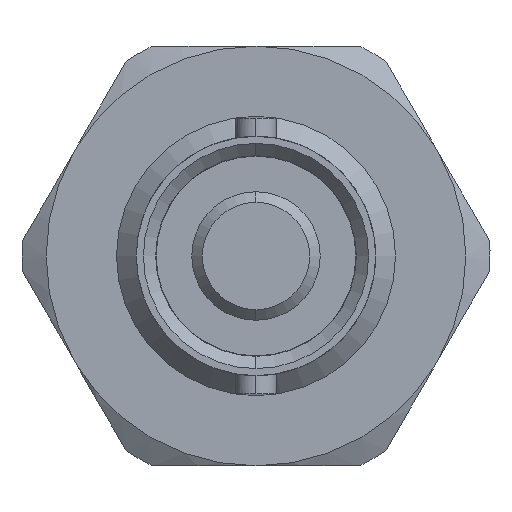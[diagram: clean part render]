
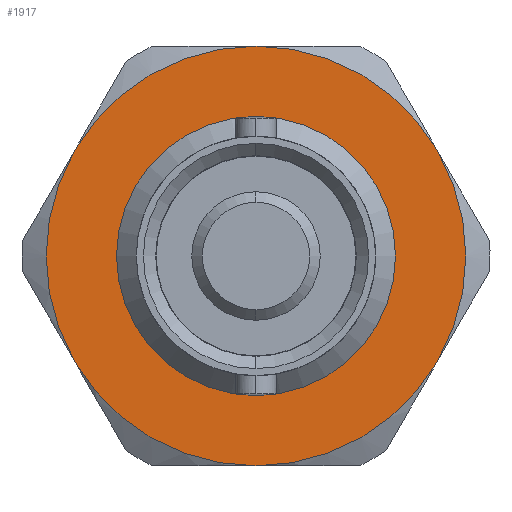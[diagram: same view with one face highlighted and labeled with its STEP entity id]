
A CAD part, left-side view. The second image highlights one B-rep face of the part: STEP entity #1917.
In plain terms, the highlighted planar face has unit normal (-1, 0, 0).
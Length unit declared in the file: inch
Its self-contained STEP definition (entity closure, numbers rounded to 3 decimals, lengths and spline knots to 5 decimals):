
#31 = CARTESIAN_POINT ( 'NONE',  ( 1.20472, 0., 0. ) ) ;
#153 = CIRCLE ( 'NONE', #374, 0.46949 ) ;
#211 = CARTESIAN_POINT ( 'NONE',  ( 1.20472, 0., -0.46949 ) ) ;
#279 = AXIS2_PLACEMENT_3D ( 'NONE', #439, #4497, #468 ) ;
#322 = ORIENTED_EDGE ( 'NONE', *, *, #393, .T. ) ;
#374 = AXIS2_PLACEMENT_3D ( 'NONE', #5383, #4815, #2719 ) ;
#393 = EDGE_CURVE ( 'NONE', #2707, #4041, #4560, .T. ) ;
#439 = CARTESIAN_POINT ( 'NONE',  ( 1.20472, 0., 0. ) ) ;
#468 = DIRECTION ( 'NONE',  ( 0., 0., -1. ) ) ;
#601 = DIRECTION ( 'NONE',  ( 0., 0., 1. ) ) ;
#776 = VERTEX_POINT ( 'NONE', #3388 ) ;
#828 = CARTESIAN_POINT ( 'NONE',  ( 1.20472, 0., 0. ) ) ;
#913 = EDGE_CURVE ( 'NONE', #1180, #4888, #2592, .T. ) ;
#922 = CIRCLE ( 'NONE', #3517, 0.46949 ) ;
#1033 = DIRECTION ( 'NONE',  ( -1., 0., 0. ) ) ;
#1180 = VERTEX_POINT ( 'NONE', #3371 ) ;
#1218 = VERTEX_POINT ( 'NONE', #1730 ) ;
#1576 = DIRECTION ( 'NONE',  ( -1., 0., 0. ) ) ;
#1689 = CARTESIAN_POINT ( 'NONE',  ( 1.20472, 0., 0. ) ) ;
#1707 = FACE_BOUND ( 'NONE', #1897, .T. ) ;
#1730 = CARTESIAN_POINT ( 'NONE',  ( 1.20472, 0., -0.31201 ) ) ;
#1889 = DIRECTION ( 'NONE',  ( -1., 0., 0. ) ) ;
#1897 = EDGE_LOOP ( 'NONE', ( #2000, #6508 ) ) ;
#1917 = ADVANCED_FACE ( 'NONE', ( #1707, #2612 ), #3779, .T. ) ;
#2000 = ORIENTED_EDGE ( 'NONE', *, *, #3607, .F. ) ;
#2062 = ORIENTED_EDGE ( 'NONE', *, *, #3548, .T. ) ;
#2335 = ORIENTED_EDGE ( 'NONE', *, *, #3416, .T. ) ;
#2572 = EDGE_CURVE ( 'NONE', #1218, #5604, #2634, .T. ) ;
#2584 = ORIENTED_EDGE ( 'NONE', *, *, #913, .T. ) ;
#2592 = CIRCLE ( 'NONE', #6060, 0.46949 ) ;
#2601 = AXIS2_PLACEMENT_3D ( 'NONE', #4168, #1576, #5713 ) ;
#2612 = FACE_OUTER_BOUND ( 'NONE', #4166, .T. ) ;
#2628 = CARTESIAN_POINT ( 'NONE',  ( 1.20472, 0., 0. ) ) ;
#2634 = CIRCLE ( 'NONE', #6419, 0.31201 ) ;
#2682 = CARTESIAN_POINT ( 'NONE',  ( 1.20472, -0.40659, 0.23474 ) ) ;
#2707 = VERTEX_POINT ( 'NONE', #2682 ) ;
#2711 = VERTEX_POINT ( 'NONE', #5714 ) ;
#2719 = DIRECTION ( 'NONE',  ( 0., 0., -1. ) ) ;
#2878 = AXIS2_PLACEMENT_3D ( 'NONE', #31, #6215, #601 ) ;
#3057 = AXIS2_PLACEMENT_3D ( 'NONE', #5650, #5174, #6228 ) ;
#3081 = AXIS2_PLACEMENT_3D ( 'NONE', #4348, #6457, #4417 ) ;
#3305 = DIRECTION ( 'NONE',  ( 0., 0., -1. ) ) ;
#3371 = CARTESIAN_POINT ( 'NONE',  ( 1.20472, 0.40659, -0.23474 ) ) ;
#3388 = CARTESIAN_POINT ( 'NONE',  ( 1.20472, -0.40659, -0.23474 ) ) ;
#3416 = EDGE_CURVE ( 'NONE', #2711, #1180, #4799, .T. ) ;
#3517 = AXIS2_PLACEMENT_3D ( 'NONE', #2628, #1033, #3732 ) ;
#3548 = EDGE_CURVE ( 'NONE', #4888, #776, #922, .T. ) ;
#3607 = EDGE_CURVE ( 'NONE', #5604, #1218, #5778, .T. ) ;
#3732 = DIRECTION ( 'NONE',  ( 0., 0., -1. ) ) ;
#3779 = PLANE ( 'NONE',  #2601 ) ;
#3791 = CARTESIAN_POINT ( 'NONE',  ( 1.20472, 0., 0.46949 ) ) ;
#3921 = CARTESIAN_POINT ( 'NONE',  ( 1.20472, 0., 0.31201 ) ) ;
#3963 = DIRECTION ( 'NONE',  ( 0., 0., 1. ) ) ;
#4041 = VERTEX_POINT ( 'NONE', #3791 ) ;
#4166 = EDGE_LOOP ( 'NONE', ( #2062, #5775, #322, #5476, #2335, #2584 ) ) ;
#4168 = CARTESIAN_POINT ( 'NONE',  ( 1.20472, 0., 0. ) ) ;
#4242 = DIRECTION ( 'NONE',  ( -1., 0., 0. ) ) ;
#4348 = CARTESIAN_POINT ( 'NONE',  ( 1.20472, 0., 0. ) ) ;
#4417 = DIRECTION ( 'NONE',  ( 0., 0., -1. ) ) ;
#4497 = DIRECTION ( 'NONE',  ( -1., 0., 0. ) ) ;
#4560 = CIRCLE ( 'NONE', #3057, 0.46949 ) ;
#4790 = EDGE_CURVE ( 'NONE', #4041, #2711, #5994, .T. ) ;
#4799 = CIRCLE ( 'NONE', #279, 0.46949 ) ;
#4815 = DIRECTION ( 'NONE',  ( -1., 0., 0. ) ) ;
#4888 = VERTEX_POINT ( 'NONE', #211 ) ;
#5174 = DIRECTION ( 'NONE',  ( -1., 0., 0. ) ) ;
#5383 = CARTESIAN_POINT ( 'NONE',  ( 1.20472, 0., 0. ) ) ;
#5476 = ORIENTED_EDGE ( 'NONE', *, *, #4790, .T. ) ;
#5604 = VERTEX_POINT ( 'NONE', #3921 ) ;
#5650 = CARTESIAN_POINT ( 'NONE',  ( 1.20472, 0., 0. ) ) ;
#5713 = DIRECTION ( 'NONE',  ( 0., 0., 1. ) ) ;
#5714 = CARTESIAN_POINT ( 'NONE',  ( 1.20472, 0.40659, 0.23474 ) ) ;
#5775 = ORIENTED_EDGE ( 'NONE', *, *, #6666, .T. ) ;
#5778 = CIRCLE ( 'NONE', #2878, 0.31201 ) ;
#5994 = CIRCLE ( 'NONE', #3081, 0.46949 ) ;
#6060 = AXIS2_PLACEMENT_3D ( 'NONE', #1689, #4242, #3305 ) ;
#6215 = DIRECTION ( 'NONE',  ( -1., 0., 0. ) ) ;
#6228 = DIRECTION ( 'NONE',  ( 0., 0., -1. ) ) ;
#6419 = AXIS2_PLACEMENT_3D ( 'NONE', #828, #1889, #3963 ) ;
#6457 = DIRECTION ( 'NONE',  ( -1., 0., 0. ) ) ;
#6508 = ORIENTED_EDGE ( 'NONE', *, *, #2572, .F. ) ;
#6666 = EDGE_CURVE ( 'NONE', #776, #2707, #153, .T. ) ;
